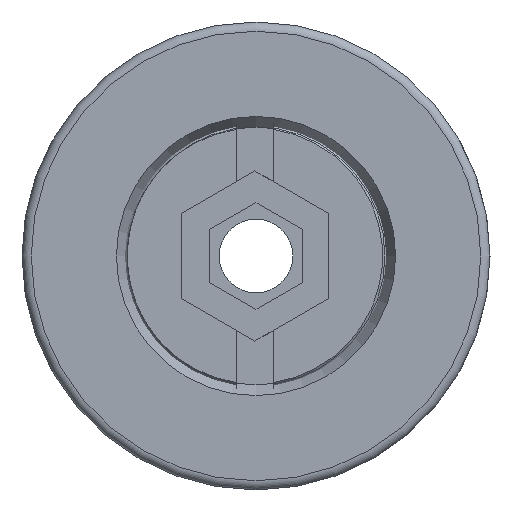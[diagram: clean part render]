
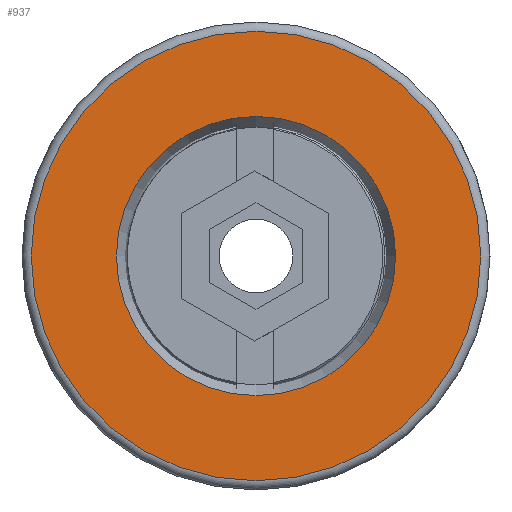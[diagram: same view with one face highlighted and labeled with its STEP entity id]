
A CAD part, left-side view. The second image highlights one B-rep face of the part: STEP entity #937.
In plain terms, the highlighted planar face has unit normal (-1, 0, 0).
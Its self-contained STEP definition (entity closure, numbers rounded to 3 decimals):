
#38=FACE_BOUND('',#124,.T.);
#64=FACE_OUTER_BOUND('',#123,.T.);
#123=EDGE_LOOP('',(#644));
#124=EDGE_LOOP('',(#645));
#353=CIRCLE('',#1019,7.577);
#354=CIRCLE('',#1021,12.2);
#409=VERTEX_POINT('',#1453);
#410=VERTEX_POINT('',#1457);
#503=EDGE_CURVE('',#409,#409,#353,.T.);
#504=EDGE_CURVE('',#410,#410,#354,.T.);
#644=ORIENTED_EDGE('',*,*,#504,.F.);
#645=ORIENTED_EDGE('',*,*,#503,.T.);
#898=PLANE('',#1020);
#937=ADVANCED_FACE('',(#64,#38),#898,.T.);
#1019=AXIS2_PLACEMENT_3D('',#1455,#1155,#1156);
#1020=AXIS2_PLACEMENT_3D('',#1456,#1157,#1158);
#1021=AXIS2_PLACEMENT_3D('',#1458,#1159,#1160);
#1155=DIRECTION('center_axis',(1.,0.,0.));
#1156=DIRECTION('ref_axis',(0.,0.,-1.));
#1157=DIRECTION('center_axis',(-1.,0.,0.));
#1158=DIRECTION('ref_axis',(0.,0.,1.));
#1159=DIRECTION('center_axis',(1.,0.,0.));
#1160=DIRECTION('ref_axis',(0.,0.,-1.));
#1453=CARTESIAN_POINT('',(-152.4,-7.577,0.));
#1455=CARTESIAN_POINT('Origin',(-152.4,0.,0.));
#1456=CARTESIAN_POINT('Origin',(-152.4,12.2,0.));
#1457=CARTESIAN_POINT('',(-152.4,0.,12.2));
#1458=CARTESIAN_POINT('Origin',(-152.4,0.,0.));
